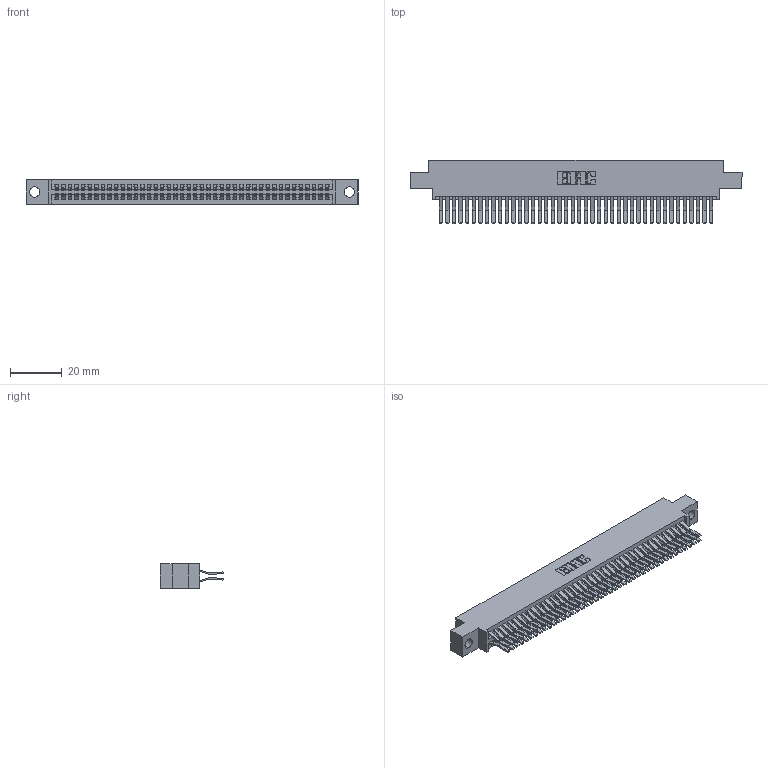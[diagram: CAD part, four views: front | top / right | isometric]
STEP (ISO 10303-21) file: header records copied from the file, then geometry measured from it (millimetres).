
FILE_DESCRIPTION (( 'STEP AP203' ), '1' );
FILE_NAME ('395-084-560-804.STEP', '2021-06-17T08:38:58', ( '' ), ( '' ), 'SwSTEP 2.0', 'SolidWorks 2020', '' );
FILE_SCHEMA (( 'CONFIG_CONTROL_DESIGN' ));
Length unit declared in the file: inch
Products named in the file (3): 345-292-001_560 Tail; 345 Part_0.170 Offset - 0.156 Dia-TI; 395-084-560-804
Assembly tree (85 placements, depth 2):
  395-084-560-804
    345 Part_0.170 Offset - 0.156 Dia-TI
    345-292-001_560 Tail  x84
Bounding box: 127.89 x 24.45 x 9.4 mm (x, y, z)
Volume: 12754.5 mm3; surface area: 20264.4 mm2
Topology: 85 solids, 85 shells, 4512 faces, 13409 edges, 8826 vertices
Faces by surface type: plane 2870, cylinder 1642
Entity records: 33593 total; most frequent: CARTESIAN_POINT 5638, ORIENTED_EDGE 5570, DIRECTION 4973, EDGE_CURVE 2785, VECTOR 2481, LINE 2481, VERTEX_POINT 1854, AXIS2_PLACEMENT_3D 1246
